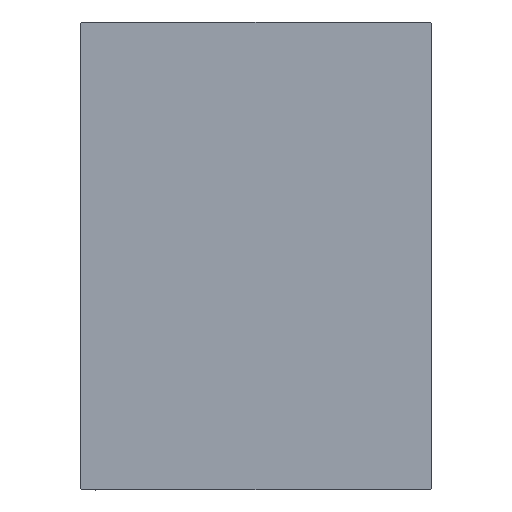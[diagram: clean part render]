
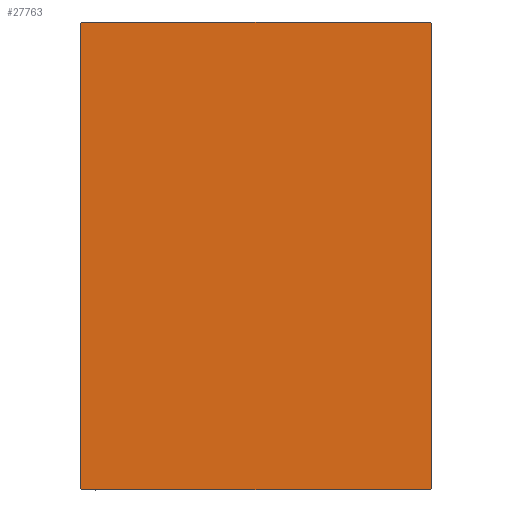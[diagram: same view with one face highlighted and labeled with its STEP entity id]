
A CAD part, left-side view. The second image highlights one B-rep face of the part: STEP entity #27763.
In plain terms, the highlighted face is planar.
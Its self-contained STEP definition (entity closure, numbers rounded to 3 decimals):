
#283 = VERTEX_POINT ( 'NONE', #23204 ) ;
#530 = ORIENTED_EDGE ( 'NONE', *, *, #10596, .T. ) ;
#571 = CARTESIAN_POINT ( 'NONE',  ( 153., 37.5, 50. ) ) ;
#1879 = CARTESIAN_POINT ( 'NONE',  ( 153., 37.5, -50. ) ) ;
#2155 = LINE ( 'NONE', #8942, #10006 ) ;
#2899 = CARTESIAN_POINT ( 'NONE',  ( 153., -37.5, 49.7 ) ) ;
#3237 = LINE ( 'NONE', #6304, #4400 ) ;
#4400 = VECTOR ( 'NONE', #32895, 1000. ) ;
#5295 = VERTEX_POINT ( 'NONE', #6074 ) ;
#5440 = EDGE_LOOP ( 'NONE', ( #8857, #24310, #13440, #30682, #15295, #530, #34161, #15833 ) ) ;
#5896 = VECTOR ( 'NONE', #26216, 1000. ) ;
#6074 = CARTESIAN_POINT ( 'NONE',  ( 153., 37.2, -50. ) ) ;
#6185 = EDGE_CURVE ( 'NONE', #9112, #30893, #8578, .T. ) ;
#6304 = CARTESIAN_POINT ( 'NONE',  ( 153., 43.6, 43.6 ) ) ;
#6522 = CARTESIAN_POINT ( 'NONE',  ( 153., -43.6, 43.6 ) ) ;
#8578 = LINE ( 'NONE', #31680, #32205 ) ;
#8857 = ORIENTED_EDGE ( 'NONE', *, *, #14204, .T. ) ;
#8942 = CARTESIAN_POINT ( 'NONE',  ( 153., 43.6, -43.6 ) ) ;
#9112 = VERTEX_POINT ( 'NONE', #2899 ) ;
#9780 = LINE ( 'NONE', #6522, #34317 ) ;
#10006 = VECTOR ( 'NONE', #22454, 1000. ) ;
#10283 = CARTESIAN_POINT ( 'NONE',  ( 153., -37.2, 50. ) ) ;
#10596 = EDGE_CURVE ( 'NONE', #34162, #9112, #9780, .T. ) ;
#12003 = LINE ( 'NONE', #28787, #14741 ) ;
#12257 = CARTESIAN_POINT ( 'NONE',  ( 153., -37.2, -50. ) ) ;
#12654 = DIRECTION ( 'NONE',  ( 0., 0.707, -0.707 ) ) ;
#13440 = ORIENTED_EDGE ( 'NONE', *, *, #31812, .T. ) ;
#13854 = VECTOR ( 'NONE', #37414, 1000. ) ;
#14204 = EDGE_CURVE ( 'NONE', #37036, #5295, #23565, .T. ) ;
#14741 = VECTOR ( 'NONE', #12654, 1000. ) ;
#15295 = ORIENTED_EDGE ( 'NONE', *, *, #23474, .T. ) ;
#15833 = ORIENTED_EDGE ( 'NONE', *, *, #35946, .T. ) ;
#16847 = CARTESIAN_POINT ( 'NONE',  ( 153., 0., 0. ) ) ;
#17550 = VECTOR ( 'NONE', #25431, 1000. ) ;
#18106 = AXIS2_PLACEMENT_3D ( 'NONE', #16847, #26882, #36692 ) ;
#19801 = DIRECTION ( 'NONE',  ( 0., -0.707, -0.707 ) ) ;
#20727 = VERTEX_POINT ( 'NONE', #39222 ) ;
#22130 = CARTESIAN_POINT ( 'NONE',  ( 153., -37.5, -49.7 ) ) ;
#22454 = DIRECTION ( 'NONE',  ( 0., 0.707, 0.707 ) ) ;
#23204 = CARTESIAN_POINT ( 'NONE',  ( 153., 37.2, 50. ) ) ;
#23474 = EDGE_CURVE ( 'NONE', #283, #34162, #40264, .T. ) ;
#23565 = LINE ( 'NONE', #26628, #5896 ) ;
#23774 = CARTESIAN_POINT ( 'NONE',  ( 153., 37.5, 49.7 ) ) ;
#23813 = FACE_OUTER_BOUND ( 'NONE', #5440, .T. ) ;
#24310 = ORIENTED_EDGE ( 'NONE', *, *, #40459, .T. ) ;
#25431 = DIRECTION ( 'NONE',  ( 0., 0., 1. ) ) ;
#26216 = DIRECTION ( 'NONE',  ( 0., 1., 0. ) ) ;
#26628 = CARTESIAN_POINT ( 'NONE',  ( 153., -37.5, -50. ) ) ;
#26882 = DIRECTION ( 'NONE',  ( 1., 0., 0. ) ) ;
#27763 = ADVANCED_FACE ( 'NONE', ( #23813 ), #29935, .T. ) ;
#28594 = VERTEX_POINT ( 'NONE', #23774 ) ;
#28787 = CARTESIAN_POINT ( 'NONE',  ( 153., -43.6, -43.6 ) ) ;
#29935 = PLANE ( 'NONE',  #18106 ) ;
#30682 = ORIENTED_EDGE ( 'NONE', *, *, #38898, .T. ) ;
#30893 = VERTEX_POINT ( 'NONE', #22130 ) ;
#31680 = CARTESIAN_POINT ( 'NONE',  ( 153., -37.5, 50. ) ) ;
#31812 = EDGE_CURVE ( 'NONE', #20727, #28594, #41577, .T. ) ;
#32205 = VECTOR ( 'NONE', #34310, 1000. ) ;
#32895 = DIRECTION ( 'NONE',  ( 0., -0.707, 0.707 ) ) ;
#34161 = ORIENTED_EDGE ( 'NONE', *, *, #6185, .T. ) ;
#34162 = VERTEX_POINT ( 'NONE', #10283 ) ;
#34310 = DIRECTION ( 'NONE',  ( 0., 0., -1. ) ) ;
#34317 = VECTOR ( 'NONE', #19801, 1000. ) ;
#35946 = EDGE_CURVE ( 'NONE', #30893, #37036, #12003, .T. ) ;
#36692 = DIRECTION ( 'NONE',  ( 0., 0., -1. ) ) ;
#37036 = VERTEX_POINT ( 'NONE', #12257 ) ;
#37414 = DIRECTION ( 'NONE',  ( 0., -1., 0. ) ) ;
#38898 = EDGE_CURVE ( 'NONE', #28594, #283, #3237, .T. ) ;
#39222 = CARTESIAN_POINT ( 'NONE',  ( 153., 37.5, -49.7 ) ) ;
#40264 = LINE ( 'NONE', #571, #13854 ) ;
#40459 = EDGE_CURVE ( 'NONE', #5295, #20727, #2155, .T. ) ;
#41577 = LINE ( 'NONE', #1879, #17550 ) ;
